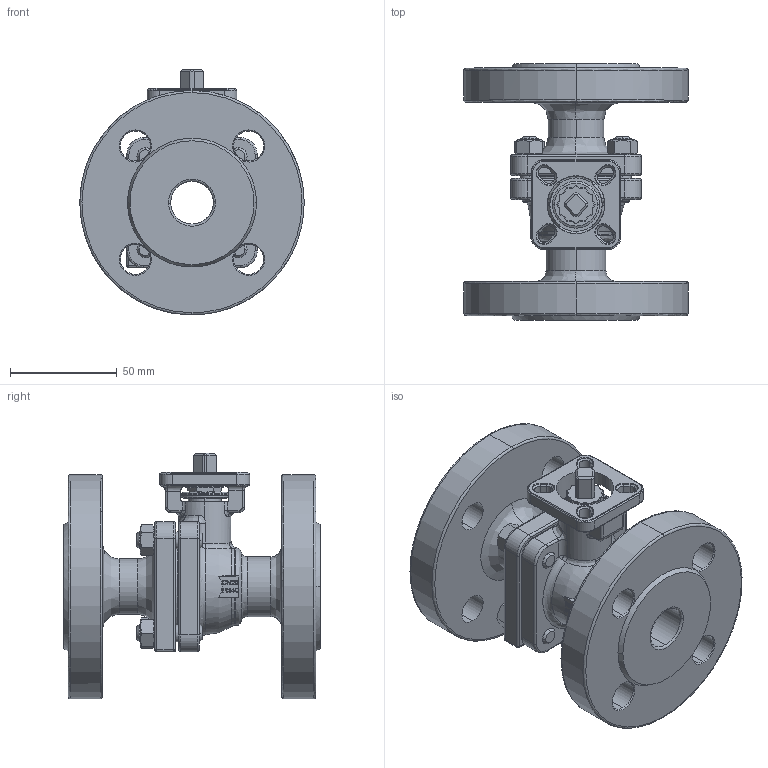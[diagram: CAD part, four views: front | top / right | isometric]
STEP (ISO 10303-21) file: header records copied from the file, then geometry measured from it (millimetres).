
FILE_DESCRIPTION (( 'STEP AP203' ), '1' );
FILE_NAME ('KV-L6N DN20.STEP', '2017-02-23T01:07:05', ( 'XiTongTianDi' ), ( 'XiTongTianDi.Com' ), 'SwSTEP 2.0', 'SolidWorks 2013', '' );
FILE_SCHEMA (( 'CONFIG_CONTROL_DESIGN' ));
Length unit declared in the file: millimetre
Products named in the file (1): KV-L6N DN20
Bounding box: 105 x 120 x 115 mm (x, y, z)
Volume: 382775.6 mm3; surface area: 82167.1 mm2
Topology: 1 solids, 1 shells, 824 faces, 2172 edges, 1342 vertices
Faces by surface type: plane 385, cylinder 191, bspline 142, cone 106
Entity records: 32111 total; most frequent: CARTESIAN_POINT 12838, ORIENTED_EDGE 4278, DIRECTION 3638, EDGE_CURVE 2139, VERTEX_POINT 1342, AXIS2_PLACEMENT_3D 1216, VECTOR 1206, LINE 1206
